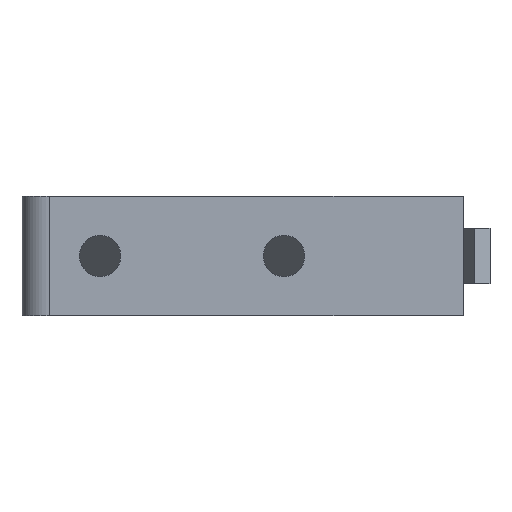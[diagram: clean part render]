
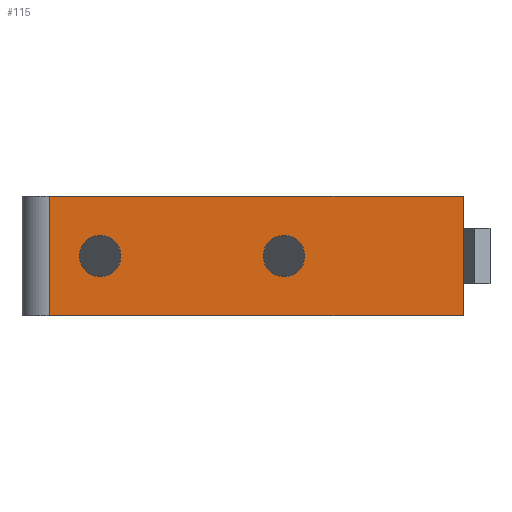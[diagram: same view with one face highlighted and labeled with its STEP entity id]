
A CAD part, left-side view. The second image highlights one B-rep face of the part: STEP entity #115.
In plain terms, the highlighted planar face has unit normal (-1, 0, 0).
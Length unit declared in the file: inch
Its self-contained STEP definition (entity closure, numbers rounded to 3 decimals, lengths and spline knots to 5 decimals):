
#115=ADVANCED_FACE('',(#245,#246,#247),#248,.T.);
#245=FACE_BOUND('',#482,.T.);
#246=FACE_BOUND('',#483,.T.);
#247=FACE_OUTER_BOUND('',#484,.T.);
#248=PLANE('',#485);
#482=EDGE_LOOP('',(#792,#793,#794,#795));
#483=EDGE_LOOP('',(#796,#797,#798,#799));
#484=EDGE_LOOP('',(#800,#801,#802,#803));
#485=AXIS2_PLACEMENT_3D('',#804,#805,#806);
#792=ORIENTED_EDGE('',*,*,#1047,.T.);
#793=ORIENTED_EDGE('',*,*,#1048,.T.);
#794=ORIENTED_EDGE('',*,*,#963,.T.);
#795=ORIENTED_EDGE('',*,*,#1023,.T.);
#796=ORIENTED_EDGE('',*,*,#1049,.T.);
#797=ORIENTED_EDGE('',*,*,#958,.T.);
#798=ORIENTED_EDGE('',*,*,#1030,.T.);
#799=ORIENTED_EDGE('',*,*,#1034,.T.);
#800=ORIENTED_EDGE('',*,*,#1050,.T.);
#801=ORIENTED_EDGE('',*,*,#1051,.F.);
#802=ORIENTED_EDGE('',*,*,#991,.T.);
#803=ORIENTED_EDGE('',*,*,#1052,.T.);
#804=CARTESIAN_POINT('',(0.0,2.81251,0.0));
#805=DIRECTION('',(-1.0,0.0,0.0));
#806=DIRECTION('',(0.0,-1.0,0.0));
#958=EDGE_CURVE('',#1121,#1119,#1122,.T.);
#963=EDGE_CURVE('',#1130,#1128,#1131,.T.);
#991=EDGE_CURVE('',#1182,#1180,#1183,.T.);
#1023=EDGE_CURVE('',#1128,#1233,#1235,.T.);
#1030=EDGE_CURVE('',#1119,#1242,#1244,.T.);
#1034=EDGE_CURVE('',#1242,#1248,#1250,.T.);
#1047=EDGE_CURVE('',#1233,#1263,#1264,.T.);
#1048=EDGE_CURVE('',#1263,#1130,#1265,.T.);
#1049=EDGE_CURVE('',#1248,#1121,#1266,.T.);
#1050=EDGE_CURVE('',#1267,#1268,#1269,.T.);
#1051=EDGE_CURVE('',#1182,#1268,#1270,.T.);
#1052=EDGE_CURVE('',#1180,#1267,#1271,.T.);
#1119=VERTEX_POINT('',#1359);
#1121=VERTEX_POINT('',#1362);
#1122=B_SPLINE_CURVE_WITH_KNOTS('',3,(#1363,#1364,#1365,#1366),.UNSPECIFIED.,.F.,.F.,(4,4),(0.0,1.0),.UNSPECIFIED.);
#1128=VERTEX_POINT('',#1376);
#1130=VERTEX_POINT('',#1379);
#1131=B_SPLINE_CURVE_WITH_KNOTS('',3,(#1380,#1381,#1382,#1383),.UNSPECIFIED.,.F.,.F.,(4,4),(0.0,1.0),.UNSPECIFIED.);
#1180=VERTEX_POINT('',#1488);
#1182=VERTEX_POINT('',#1491);
#1183=LINE('',#1492,#1493);
#1233=VERTEX_POINT('',#1602);
#1235=B_SPLINE_CURVE_WITH_KNOTS('',3,(#1605,#1606,#1607,#1608),.UNSPECIFIED.,.F.,.F.,(4,4),(0.0,1.0),.UNSPECIFIED.);
#1242=VERTEX_POINT('',#1620);
#1244=B_SPLINE_CURVE_WITH_KNOTS('',3,(#1623,#1624,#1625,#1626),.UNSPECIFIED.,.F.,.F.,(4,4),(0.0,1.0),.UNSPECIFIED.);
#1248=VERTEX_POINT('',#1633);
#1250=B_SPLINE_CURVE_WITH_KNOTS('',3,(#1636,#1637,#1638,#1639),.UNSPECIFIED.,.F.,.F.,(4,4),(0.0,1.0),.UNSPECIFIED.);
#1263=VERTEX_POINT('',#1658);
#1264=B_SPLINE_CURVE_WITH_KNOTS('',3,(#1659,#1660,#1661,#1662),.UNSPECIFIED.,.F.,.F.,(4,4),(0.0,1.0),.UNSPECIFIED.);
#1265=B_SPLINE_CURVE_WITH_KNOTS('',3,(#1663,#1664,#1665,#1666),.UNSPECIFIED.,.F.,.F.,(4,4),(0.0,1.0),.UNSPECIFIED.);
#1266=B_SPLINE_CURVE_WITH_KNOTS('',3,(#1667,#1668,#1669,#1670),.UNSPECIFIED.,.F.,.F.,(4,4),(0.0,1.0),.UNSPECIFIED.);
#1267=VERTEX_POINT('',#1671);
#1268=VERTEX_POINT('',#1672);
#1269=LINE('',#1673,#1674);
#1270=LINE('',#1675,#1676);
#1271=LINE('',#1677,#1678);
#1359=CARTESIAN_POINT('',(0.,4.93753,1.09375));
#1362=CARTESIAN_POINT('',(0.0,5.21878,0.8125));
#1363=CARTESIAN_POINT('',(0.0,5.21878,0.8125));
#1364=CARTESIAN_POINT('',(0.0,5.21878,0.96783));
#1365=CARTESIAN_POINT('',(0.0,5.09286,1.09375));
#1366=CARTESIAN_POINT('',(0.,4.93753,1.09375));
#1376=CARTESIAN_POINT('',(0.,2.15628,0.8125));
#1379=CARTESIAN_POINT('',(0.0,2.43753,1.09375));
#1380=CARTESIAN_POINT('',(0.0,2.43753,1.09375));
#1381=CARTESIAN_POINT('',(0.0,2.2822,1.09375));
#1382=CARTESIAN_POINT('',(0.,2.15628,0.96783));
#1383=CARTESIAN_POINT('',(0.,2.15628,0.8125));
#1488=CARTESIAN_POINT('',(0.0,0.,0.0));
#1491=CARTESIAN_POINT('',(0.0,5.62501,0.0));
#1492=CARTESIAN_POINT('',(0.0,5.62501,0.0));
#1493=VECTOR('',#1768,1.0);
#1602=CARTESIAN_POINT('',(0.0,2.43753,0.53125));
#1605=CARTESIAN_POINT('',(0.,2.15628,0.8125));
#1606=CARTESIAN_POINT('',(0.,2.15628,0.65717));
#1607=CARTESIAN_POINT('',(0.0,2.2822,0.53125));
#1608=CARTESIAN_POINT('',(0.0,2.43753,0.53125));
#1620=CARTESIAN_POINT('',(0.0,4.65628,0.8125));
#1623=CARTESIAN_POINT('',(0.,4.93753,1.09375));
#1624=CARTESIAN_POINT('',(0.0,4.7822,1.09375));
#1625=CARTESIAN_POINT('',(0.0,4.65628,0.96783));
#1626=CARTESIAN_POINT('',(0.0,4.65628,0.8125));
#1633=CARTESIAN_POINT('',(0.,4.93753,0.53125));
#1636=CARTESIAN_POINT('',(0.0,4.65628,0.8125));
#1637=CARTESIAN_POINT('',(0.0,4.65628,0.65717));
#1638=CARTESIAN_POINT('',(0.0,4.7822,0.53125));
#1639=CARTESIAN_POINT('',(0.,4.93753,0.53125));
#1658=CARTESIAN_POINT('',(0.0,2.71878,0.8125));
#1659=CARTESIAN_POINT('',(0.0,2.43753,0.53125));
#1660=CARTESIAN_POINT('',(0.0,2.59286,0.53125));
#1661=CARTESIAN_POINT('',(0.0,2.71878,0.65717));
#1662=CARTESIAN_POINT('',(0.0,2.71878,0.8125));
#1663=CARTESIAN_POINT('',(0.0,2.71878,0.8125));
#1664=CARTESIAN_POINT('',(0.0,2.71878,0.96783));
#1665=CARTESIAN_POINT('',(0.0,2.59286,1.09375));
#1666=CARTESIAN_POINT('',(0.0,2.43753,1.09375));
#1667=CARTESIAN_POINT('',(0.,4.93753,0.53125));
#1668=CARTESIAN_POINT('',(0.0,5.09286,0.53125));
#1669=CARTESIAN_POINT('',(0.0,5.21878,0.65717));
#1670=CARTESIAN_POINT('',(0.0,5.21878,0.8125));
#1671=CARTESIAN_POINT('',(0.0,0.,1.625));
#1672=CARTESIAN_POINT('',(0.0,5.62501,1.625));
#1673=CARTESIAN_POINT('',(0.0,5.62501,1.625));
#1674=VECTOR('',#1788,1.0);
#1675=CARTESIAN_POINT('',(0.0,5.62501,0.0));
#1676=VECTOR('',#1789,1.0);
#1677=CARTESIAN_POINT('',(0.0,0.,0.0));
#1678=VECTOR('',#1790,1.0);
#1768=DIRECTION('',(0.0,-1.0,0.0));
#1788=DIRECTION('',(0.0,1.0,0.0));
#1789=DIRECTION('',(0.0,0.0,1.0));
#1790=DIRECTION('',(0.0,0.0,1.0));
